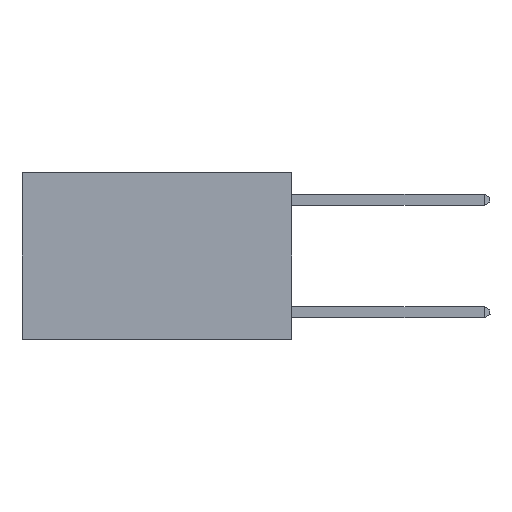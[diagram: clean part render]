
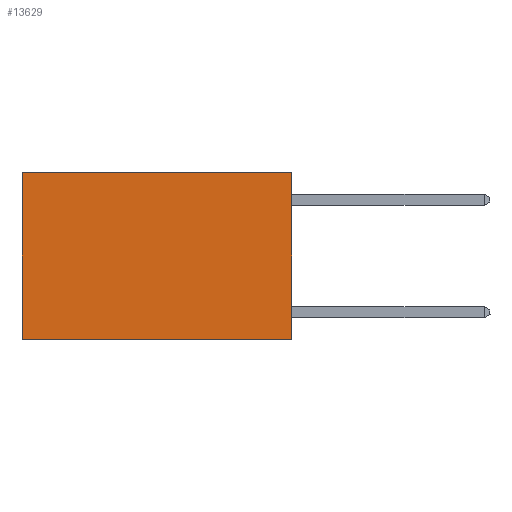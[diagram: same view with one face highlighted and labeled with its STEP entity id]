
A CAD part, left-side view. The second image highlights one B-rep face of the part: STEP entity #13629.
In plain terms, the highlighted planar face has unit normal (-1, 0, 0).
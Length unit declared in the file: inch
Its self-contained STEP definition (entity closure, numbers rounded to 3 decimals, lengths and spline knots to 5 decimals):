
#27 = CARTESIAN_POINT ( 'NONE',  ( 0.2625, 0., -0.37 ) ) ;
#254 = CARTESIAN_POINT ( 'NONE',  ( 0.2625, 0., 0. ) ) ;
#350 = DIRECTION ( 'NONE',  ( 0., 0., -1. ) ) ;
#507 = VECTOR ( 'NONE', #3638, 39.37008 ) ;
#881 = VECTOR ( 'NONE', #3716, 39.37008 ) ;
#928 = CARTESIAN_POINT ( 'NONE',  ( 0.2625, 0., 0. ) ) ;
#1013 = AXIS2_PLACEMENT_3D ( 'NONE', #15005, #8946, #12532 ) ;
#2106 = EDGE_CURVE ( 'NONE', #8227, #12936, #14872, .T. ) ;
#2125 = VECTOR ( 'NONE', #8790, 39.37008 ) ;
#2579 = CARTESIAN_POINT ( 'NONE',  ( 0.2625, 0., 0. ) ) ;
#2977 = ORIENTED_EDGE ( 'NONE', *, *, #11415, .F. ) ;
#3638 = DIRECTION ( 'NONE',  ( 0., 1., 0. ) ) ;
#3716 = DIRECTION ( 'NONE',  ( 0., 1., 0. ) ) ;
#4104 = FACE_OUTER_BOUND ( 'NONE', #8007, .T. ) ;
#4884 = ORIENTED_EDGE ( 'NONE', *, *, #8652, .F. ) ;
#6251 = LINE ( 'NONE', #928, #507 ) ;
#6495 = VERTEX_POINT ( 'NONE', #10990 ) ;
#7330 = CARTESIAN_POINT ( 'NONE',  ( 0.2625, 0.6, -0.37 ) ) ;
#7442 = LINE ( 'NONE', #2579, #2125 ) ;
#8007 = EDGE_LOOP ( 'NONE', ( #14150, #2977, #4884, #10118 ) ) ;
#8227 = VERTEX_POINT ( 'NONE', #13599 ) ;
#8652 = EDGE_CURVE ( 'NONE', #15261, #6495, #7442, .T. ) ;
#8790 = DIRECTION ( 'NONE',  ( 0., 0., -1. ) ) ;
#8946 = DIRECTION ( 'NONE',  ( 1., 0., 0. ) ) ;
#10118 = ORIENTED_EDGE ( 'NONE', *, *, #13474, .T. ) ;
#10282 = PLANE ( 'NONE',  #1013 ) ;
#10990 = CARTESIAN_POINT ( 'NONE',  ( 0.2625, 0., -0.37 ) ) ;
#11415 = EDGE_CURVE ( 'NONE', #6495, #12936, #13257, .T. ) ;
#12410 = VECTOR ( 'NONE', #350, 39.37008 ) ;
#12532 = DIRECTION ( 'NONE',  ( 0., 0., -1. ) ) ;
#12936 = VERTEX_POINT ( 'NONE', #7330 ) ;
#13257 = LINE ( 'NONE', #27, #881 ) ;
#13474 = EDGE_CURVE ( 'NONE', #15261, #8227, #6251, .T. ) ;
#13599 = CARTESIAN_POINT ( 'NONE',  ( 0.2625, 0.6, 0. ) ) ;
#13629 = ADVANCED_FACE ( 'NONE', ( #4104 ), #10282, .F. ) ;
#14150 = ORIENTED_EDGE ( 'NONE', *, *, #2106, .T. ) ;
#14716 = CARTESIAN_POINT ( 'NONE',  ( 0.2625, 0.6, 0. ) ) ;
#14872 = LINE ( 'NONE', #14716, #12410 ) ;
#15005 = CARTESIAN_POINT ( 'NONE',  ( 0.2625, 0., 0. ) ) ;
#15261 = VERTEX_POINT ( 'NONE', #254 ) ;
